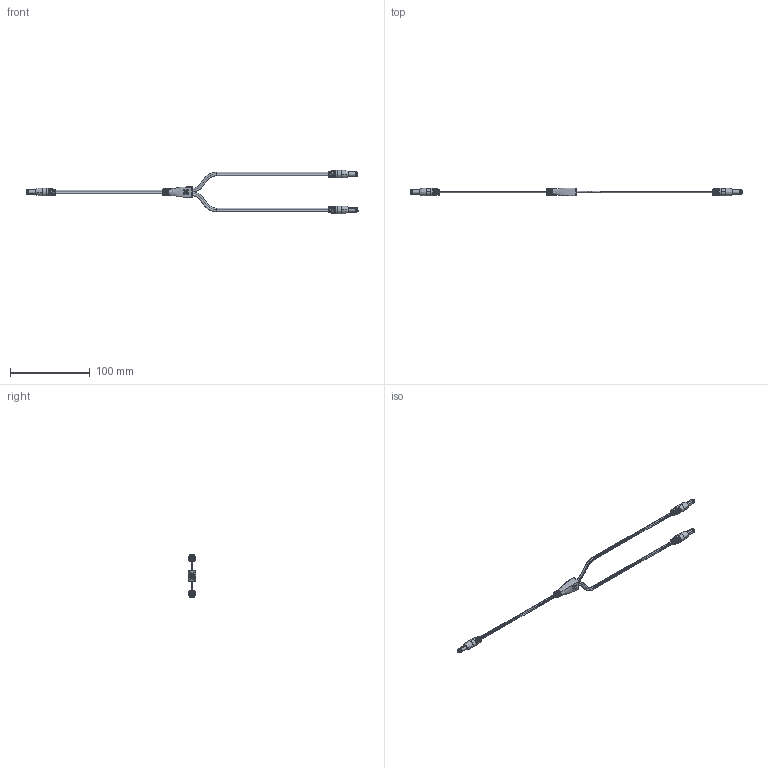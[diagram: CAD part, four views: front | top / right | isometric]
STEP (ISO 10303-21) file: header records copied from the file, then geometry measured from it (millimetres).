
FILE_DESCRIPTION (( 'STEP AP203' ), '1' );
FILE_NAME ('10-02743_revA.STEP', '2018-04-17T17:12:18', ( '' ), ( '' ), 'SwSTEP 2.0', 'SolidWorks 2015', '' );
FILE_SCHEMA (( 'CONFIG_CONTROL_DESIGN' ));
Length unit declared in the file: millimetre
Products named in the file (8): 50-00024 insulator; 50-00024 contact; 24-00195_30-00007; 10-02743_revA; 30-00007_blunt cut; 50-00024; 24-00003; 50-00024 shell
Assembly tree (13 placements, depth 3):
  10-02743_revA
    30-00007_blunt cut  x3
    24-00003  x3
    50-00024  x3
      50-00024 contact
      50-00024 insulator
      50-00024 shell
    24-00195_30-00007
Bounding box: 416.36 x 10 x 54.41 mm (x, y, z)
Volume: 12041.8 mm3; surface area: 53598.1 mm2
Topology: 288 solids, 288 shells, 2664 faces, 5992 edges, 3951 vertices
Faces by surface type: cylinder 1202, plane 935, bspline 369, torus 80, cone 78
Entity records: 34415 total; most frequent: CARTESIAN_POINT 12230, DIRECTION 4332, ORIENTED_EDGE 4308, EDGE_CURVE 2154, AXIS2_PLACEMENT_3D 1811, VERTEX_POINT 1417, EDGE_LOOP 1145, CIRCLE 987
